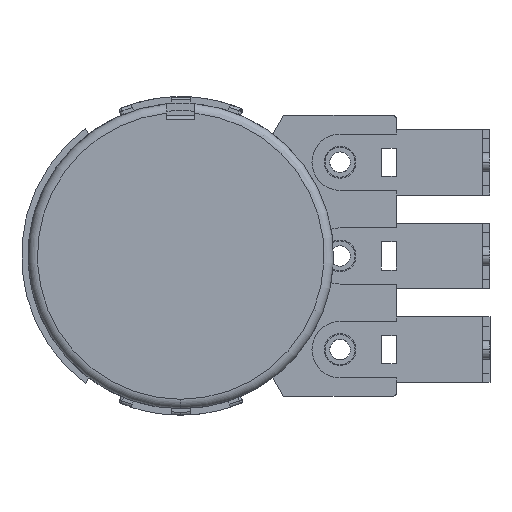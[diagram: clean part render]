
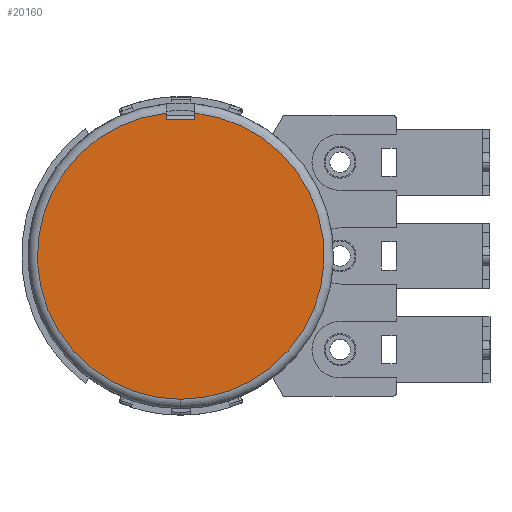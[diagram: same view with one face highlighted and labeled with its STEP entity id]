
A CAD part, left-side view. The second image highlights one B-rep face of the part: STEP entity #20160.
In plain terms, the highlighted planar face has unit normal (-1, 0, 0).
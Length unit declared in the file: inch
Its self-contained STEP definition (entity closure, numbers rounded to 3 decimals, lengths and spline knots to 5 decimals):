
#1314 = CARTESIAN_POINT ( 'NONE',  ( -0.6638, -0.14111, 0.64173 ) ) ;
#1471 = DIRECTION ( 'NONE',  ( 0., 0., 1. ) ) ;
#1641 = ORIENTED_EDGE ( 'NONE', *, *, #13956, .F. ) ;
#1795 = EDGE_CURVE ( 'NONE', #11358, #18112, #15098, .T. ) ;
#3606 = CARTESIAN_POINT ( 'NONE',  ( -0.6638, -0.14111, 0.64173 ) ) ;
#5595 = CIRCLE ( 'NONE', #26022, 0.30118 ) ;
#5731 = EDGE_LOOP ( 'NONE', ( #9709, #16390, #1641, #7098, #9629 ) ) ;
#6091 = DIRECTION ( 'NONE',  ( 0., 0., -1. ) ) ;
#6848 = CARTESIAN_POINT ( 'NONE',  ( -0.6638, -0.14111, 0.34055 ) ) ;
#6895 = LINE ( 'NONE', #15762, #18090 ) ;
#7017 = AXIS2_PLACEMENT_3D ( 'NONE', #9876, #14365, #23225 ) ;
#7098 = ORIENTED_EDGE ( 'NONE', *, *, #11721, .F. ) ;
#7461 = EDGE_CURVE ( 'NONE', #18833, #11358, #6895, .T. ) ;
#9143 = CARTESIAN_POINT ( 'NONE',  ( -0.6638, -0.11159, 1.31836 ) ) ;
#9431 = LINE ( 'NONE', #9143, #21970 ) ;
#9629 = ORIENTED_EDGE ( 'NONE', *, *, #1795, .F. ) ;
#9709 = ORIENTED_EDGE ( 'NONE', *, *, #7461, .F. ) ;
#9876 = CARTESIAN_POINT ( 'NONE',  ( -0.6638, -0.97652, 1.31836 ) ) ;
#10165 = DIRECTION ( 'NONE',  ( 1., 0., 0. ) ) ;
#11358 = VERTEX_POINT ( 'NONE', #11829 ) ;
#11721 = EDGE_CURVE ( 'NONE', #18112, #22340, #5595, .T. ) ;
#11829 = CARTESIAN_POINT ( 'NONE',  ( -0.6638, -0.17064, 0.9286 ) ) ;
#12053 = FACE_OUTER_BOUND ( 'NONE', #5731, .T. ) ;
#13956 = EDGE_CURVE ( 'NONE', #22340, #20728, #26575, .T. ) ;
#14230 = EDGE_CURVE ( 'NONE', #20728, #18833, #9431, .T. ) ;
#14365 = DIRECTION ( 'NONE',  ( 1., 0., 0. ) ) ;
#15098 = LINE ( 'NONE', #21524, #18663 ) ;
#15762 = CARTESIAN_POINT ( 'NONE',  ( -0.6638, -0.97652, 0.9286 ) ) ;
#16390 = ORIENTED_EDGE ( 'NONE', *, *, #14230, .F. ) ;
#17705 = CARTESIAN_POINT ( 'NONE',  ( -0.6638, -0.11159, 0.9286 ) ) ;
#18090 = VECTOR ( 'NONE', #24625, 39.37008 ) ;
#18112 = VERTEX_POINT ( 'NONE', #27303 ) ;
#18663 = VECTOR ( 'NONE', #1471, 39.37008 ) ;
#18833 = VERTEX_POINT ( 'NONE', #17705 ) ;
#20160 = ADVANCED_FACE ( 'NONE', ( #12053 ), #20911, .F. ) ;
#20728 = VERTEX_POINT ( 'NONE', #24598 ) ;
#20911 = PLANE ( 'NONE',  #7017 ) ;
#21524 = CARTESIAN_POINT ( 'NONE',  ( -0.6638, -0.17064, 1.31836 ) ) ;
#21970 = VECTOR ( 'NONE', #27123, 39.37008 ) ;
#22340 = VERTEX_POINT ( 'NONE', #6848 ) ;
#23225 = DIRECTION ( 'NONE',  ( 0., 0., -1. ) ) ;
#24598 = CARTESIAN_POINT ( 'NONE',  ( -0.6638, -0.11159, 0.94146 ) ) ;
#24625 = DIRECTION ( 'NONE',  ( 0., -1., 0. ) ) ;
#26022 = AXIS2_PLACEMENT_3D ( 'NONE', #1314, #27893, #26163 ) ;
#26163 = DIRECTION ( 'NONE',  ( 0., 0., -1. ) ) ;
#26575 = CIRCLE ( 'NONE', #28401, 0.30118 ) ;
#27123 = DIRECTION ( 'NONE',  ( 0., 0., -1. ) ) ;
#27303 = CARTESIAN_POINT ( 'NONE',  ( -0.6638, -0.17064, 0.94146 ) ) ;
#27893 = DIRECTION ( 'NONE',  ( 1., 0., 0. ) ) ;
#28401 = AXIS2_PLACEMENT_3D ( 'NONE', #3606, #10165, #6091 ) ;
